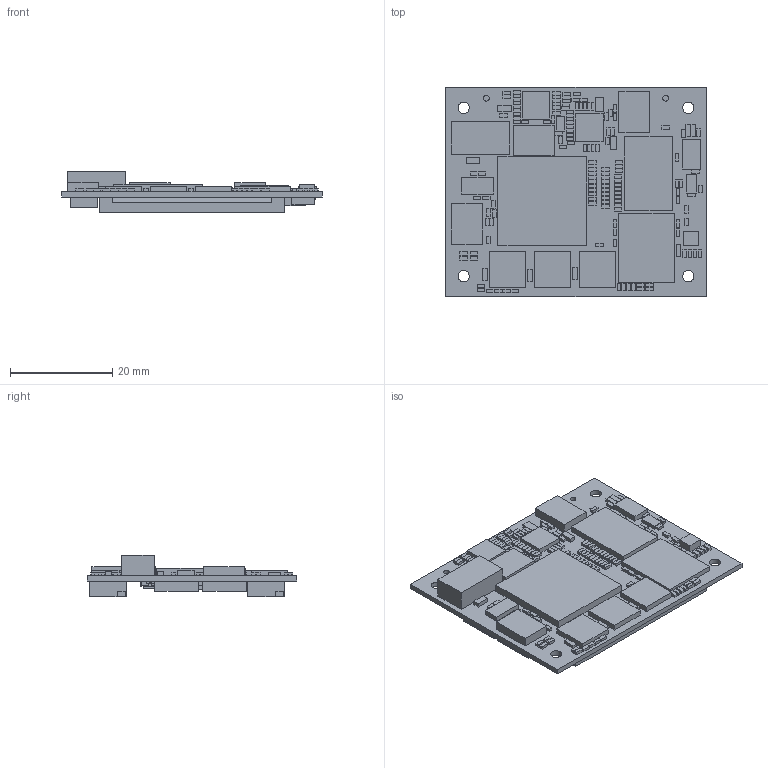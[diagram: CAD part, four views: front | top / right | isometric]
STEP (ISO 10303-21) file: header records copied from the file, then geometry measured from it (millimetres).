
FILE_DESCRIPTION(('FreeCAD Model'),'2;1');
FILE_NAME('1374-1.step', '2014-06-17T14:37:59',('FreeCAD'),('FreeCAD'), 'Open CASCADE STEP processor 6.3','FreeCAD','Unknown');
FILE_SCHEMA(('AUTOMOTIVE_DESIGN_CC2 { 1 2 10303 214 -1 1 5 4 }'));
Length unit declared in the file: millimetre
Products named in the file (280): Board_outline; C1; C10; C11; C12; C13; C14; C15; C16; C17; C18; C19; C2; C20; C21; C22; C23; C24; C25; C26; C27; C28; C29; C3; C30; C31; C32; C33; C34; C35; C36; C37; C38; C39; C4; C40; C41; C42; C43; C44 ...
Bounding box: 51 x 41 x 8.07 mm (x, y, z)
Volume: 4376.1 mm3; surface area: 13482.5 mm2
Topology: 279 solids, 4443 shells, 5827 faces, 30059 edges, 28938 vertices
Faces by surface type: bspline 4144, plane 1638, cylinder 25, revolution 20
Full cylindrical faces by diameter (mm): 1.1 x3, 2.2 x4
Entity records: 564197 total; most frequent: CARTESIAN_POINT 119747, DIRECTION 59291, LINE 55625, VECTOR 55625, ORIENTED_EDGE 33354, PCURVE 33354, DEFINITIONAL_REPRESENTATION 33354, EDGE_CURVE 30039
